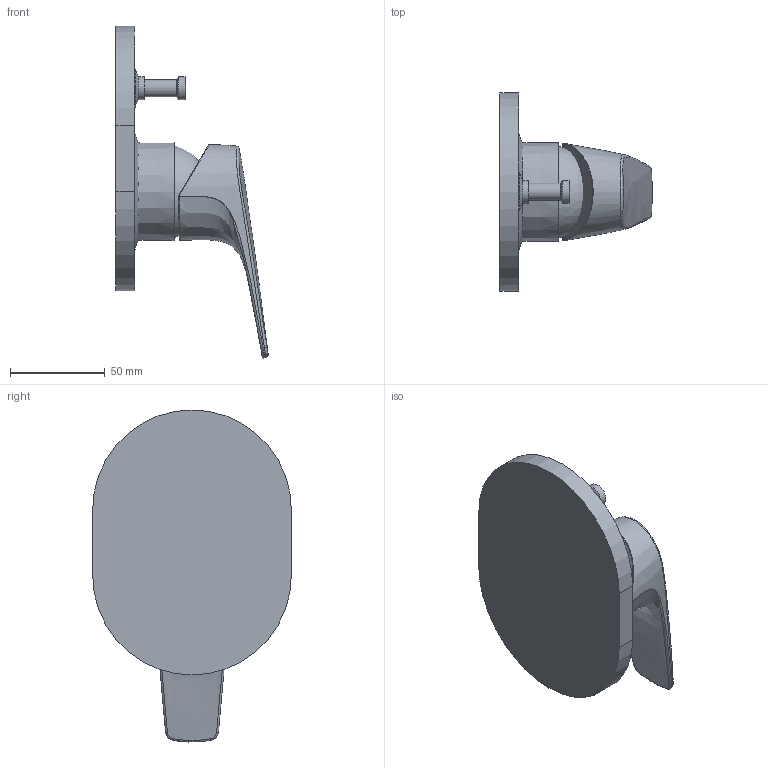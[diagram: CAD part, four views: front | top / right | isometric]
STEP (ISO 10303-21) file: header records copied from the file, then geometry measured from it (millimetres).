
FILE_DESCRIPTION(/* description */ ('Unknown'),/* implementation_level */ '2;1');
FILE_NAME(/* name */ '29045000',/* time_stamp */ '2022-09-08T04:15:30+02:00',/* author */ ('Unknown'),/* organization */ ('GROHE AG'),/* preprocessor_version */ 'ST-DEVELOPER v16.7',/* originating_system */ 'DEX',/* authorisation */ $);
FILE_SCHEMA (('AUTOMOTIVE_DESIGN {1 0 10303 214 3 1 1}'));
Length unit declared in the file: millimetre
Products named in the file (3): 29045000; id47
Assembly tree (2 placements, depth 2):
  29045000
    29045000
    id47
Bounding box: 80.54 x 105 x 175.47 mm (x, y, z)
Volume: 123340.1 mm3; surface area: 51033.9 mm2
Topology: 1 solids, 6 shells, 42 faces, 98 edges, 60 vertices
Faces by surface type: bspline 23, plane 7, cylinder 6, cone 4, sphere 2
Full cylindrical faces by diameter (mm): 9 x1, 12 x2, 20 x1
Entity records: 3287 total; most frequent: CARTESIAN_POINT 2442, ORIENTED_EDGE 151, DIRECTION 122, EDGE_CURVE 83, AXIS2_PLACEMENT_3D 57, VERTEX_POINT 55, EDGE_LOOP 53, FACE_BOUND 53
